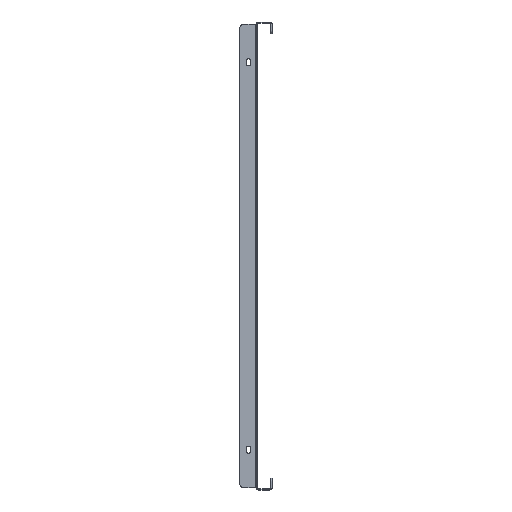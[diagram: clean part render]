
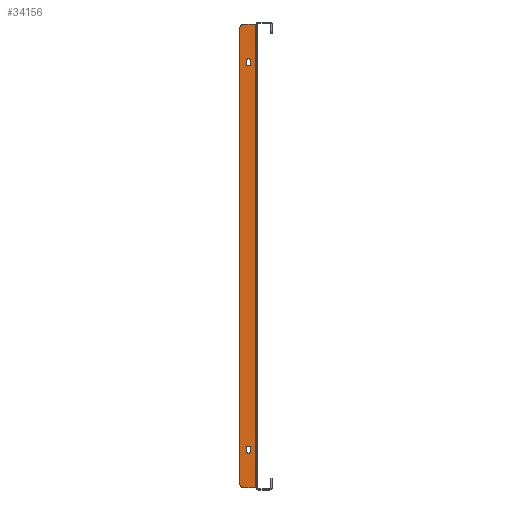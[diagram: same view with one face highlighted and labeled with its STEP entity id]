
A CAD part, left-side view. The second image highlights one B-rep face of the part: STEP entity #34156.
In plain terms, the highlighted planar face has unit normal (-1, 0, 0).
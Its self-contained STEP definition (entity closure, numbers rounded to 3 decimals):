
#92 = ORIENTED_EDGE ( 'NONE', *, *, #27736, .F. ) ;
#221 = CARTESIAN_POINT ( 'NONE',  ( -446., 7.25, -245.25 ) ) ;
#497 = VERTEX_POINT ( 'NONE', #221 ) ;
#714 = VERTEX_POINT ( 'NONE', #17245 ) ;
#800 = FACE_BOUND ( 'NONE', #31201, .T. ) ;
#933 = CARTESIAN_POINT ( 'NONE',  ( -446., 10., 245.25 ) ) ;
#1058 = CIRCLE ( 'NONE', #31360, 2.75 ) ;
#1570 = CIRCLE ( 'NONE', #16153, 2.75 ) ;
#1670 = CARTESIAN_POINT ( 'NONE',  ( -446., 7.25, 245.25 ) ) ;
#1753 = CARTESIAN_POINT ( 'NONE',  ( -446., 12.75, 248.75 ) ) ;
#1867 = LINE ( 'NONE', #4147, #32653 ) ;
#2817 = VECTOR ( 'NONE', #17598, 1000. ) ;
#2892 = EDGE_CURVE ( 'NONE', #6817, #714, #12376, .T. ) ;
#2914 = VERTEX_POINT ( 'NONE', #25041 ) ;
#3602 = VECTOR ( 'NONE', #17863, 1000. ) ;
#3913 = EDGE_CURVE ( 'NONE', #22090, #24554, #6651, .T. ) ;
#4094 = CARTESIAN_POINT ( 'NONE',  ( -446., 21., 290.5 ) ) ;
#4147 = CARTESIAN_POINT ( 'NONE',  ( -446., 0., 295.5 ) ) ;
#4950 = EDGE_LOOP ( 'NONE', ( #20184, #18377, #15413, #31062, #16624, #24900 ) ) ;
#5086 = VERTEX_POINT ( 'NONE', #1670 ) ;
#5090 = DIRECTION ( 'NONE',  ( -1., 0., 0. ) ) ;
#5167 = ORIENTED_EDGE ( 'NONE', *, *, #17149, .F. ) ;
#5415 = EDGE_CURVE ( 'NONE', #23191, #5086, #1058, .T. ) ;
#5692 = CARTESIAN_POINT ( 'NONE',  ( -446., 16., 290.5 ) ) ;
#6171 = AXIS2_PLACEMENT_3D ( 'NONE', #19602, #13800, #16976 ) ;
#6247 = PLANE ( 'NONE',  #6171 ) ;
#6554 = VERTEX_POINT ( 'NONE', #27481 ) ;
#6651 = CIRCLE ( 'NONE', #20700, 5. ) ;
#6817 = VERTEX_POINT ( 'NONE', #23260 ) ;
#7303 = ORIENTED_EDGE ( 'NONE', *, *, #18551, .F. ) ;
#7336 = EDGE_CURVE ( 'NONE', #6554, #33414, #1570, .T. ) ;
#7760 = EDGE_CURVE ( 'NONE', #714, #2914, #9994, .T. ) ;
#7770 = LINE ( 'NONE', #18848, #8634 ) ;
#8000 = DIRECTION ( 'NONE',  ( 0., 0., 1. ) ) ;
#8199 = CARTESIAN_POINT ( 'NONE',  ( -446., 10., -248.75 ) ) ;
#8634 = VECTOR ( 'NONE', #21653, 1000. ) ;
#9110 = EDGE_CURVE ( 'NONE', #15333, #30469, #21360, .T. ) ;
#9464 = CIRCLE ( 'NONE', #24035, 2.75 ) ;
#9994 = CIRCLE ( 'NONE', #29619, 2.75 ) ;
#10617 = DIRECTION ( 'NONE',  ( 0., 1., 0. ) ) ;
#10808 = DIRECTION ( 'NONE',  ( -1., 0., 0. ) ) ;
#11186 = VECTOR ( 'NONE', #14321, 1000. ) ;
#11334 = DIRECTION ( 'NONE',  ( -1., 0., 0. ) ) ;
#11743 = EDGE_LOOP ( 'NONE', ( #23441, #29731, #26625, #5167 ) ) ;
#12188 = CARTESIAN_POINT ( 'NONE',  ( -446., 12.75, -245.25 ) ) ;
#12376 = LINE ( 'NONE', #12188, #11186 ) ;
#13520 = CARTESIAN_POINT ( 'NONE',  ( -446., 10., 248.75 ) ) ;
#13582 = DIRECTION ( 'NONE',  ( 0., 0., 1. ) ) ;
#13800 = DIRECTION ( 'NONE',  ( -1., 0., 0. ) ) ;
#13884 = EDGE_CURVE ( 'NONE', #33414, #23191, #28732, .T. ) ;
#14155 = CARTESIAN_POINT ( 'NONE',  ( -446., 16., -290.5 ) ) ;
#14321 = DIRECTION ( 'NONE',  ( 0., 0., -1. ) ) ;
#14415 = LINE ( 'NONE', #25133, #2817 ) ;
#15035 = DIRECTION ( 'NONE',  ( 0., -1., 0. ) ) ;
#15333 = VERTEX_POINT ( 'NONE', #17721 ) ;
#15399 = CARTESIAN_POINT ( 'NONE',  ( -446., 1.5, 295.5 ) ) ;
#15413 = ORIENTED_EDGE ( 'NONE', *, *, #29983, .F. ) ;
#16153 = AXIS2_PLACEMENT_3D ( 'NONE', #13520, #5090, #18637 ) ;
#16624 = ORIENTED_EDGE ( 'NONE', *, *, #24977, .F. ) ;
#16976 = DIRECTION ( 'NONE',  ( 0., -1., 0. ) ) ;
#17092 = CARTESIAN_POINT ( 'NONE',  ( -446., 21., 295.5 ) ) ;
#17149 = EDGE_CURVE ( 'NONE', #5086, #6554, #33863, .T. ) ;
#17245 = CARTESIAN_POINT ( 'NONE',  ( -446., 12.75, -248.75 ) ) ;
#17275 = DIRECTION ( 'NONE',  ( -1., 0., 0. ) ) ;
#17504 = DIRECTION ( 'NONE',  ( 0., 0., -1. ) ) ;
#17527 = CARTESIAN_POINT ( 'NONE',  ( -446., 7.25, 245.25 ) ) ;
#17598 = DIRECTION ( 'NONE',  ( 0., 1., 0. ) ) ;
#17721 = CARTESIAN_POINT ( 'NONE',  ( -446., 1.5, -295.5 ) ) ;
#17863 = DIRECTION ( 'NONE',  ( 0., 0., 1. ) ) ;
#17940 = CIRCLE ( 'NONE', #31398, 5. ) ;
#18377 = ORIENTED_EDGE ( 'NONE', *, *, #3913, .T. ) ;
#18551 = EDGE_CURVE ( 'NONE', #497, #6817, #9464, .T. ) ;
#18637 = DIRECTION ( 'NONE',  ( 0., -1., 0. ) ) ;
#18848 = CARTESIAN_POINT ( 'NONE',  ( -446., 7.25, -245.25 ) ) ;
#19573 = DIRECTION ( 'NONE',  ( 0., -1., 0. ) ) ;
#19602 = CARTESIAN_POINT ( 'NONE',  ( -446., 0., 0. ) ) ;
#19955 = FACE_BOUND ( 'NONE', #11743, .T. ) ;
#20184 = ORIENTED_EDGE ( 'NONE', *, *, #22420, .F. ) ;
#20700 = AXIS2_PLACEMENT_3D ( 'NONE', #5692, #31855, #32571 ) ;
#21067 = VECTOR ( 'NONE', #13582, 1000. ) ;
#21213 = DIRECTION ( 'NONE',  ( 0., 1., 0. ) ) ;
#21360 = LINE ( 'NONE', #32073, #23086 ) ;
#21653 = DIRECTION ( 'NONE',  ( 0., 0., 1. ) ) ;
#22090 = VERTEX_POINT ( 'NONE', #34414 ) ;
#22420 = EDGE_CURVE ( 'NONE', #22090, #30469, #1867, .T. ) ;
#22870 = VERTEX_POINT ( 'NONE', #34457 ) ;
#23086 = VECTOR ( 'NONE', #8000, 1000. ) ;
#23191 = VERTEX_POINT ( 'NONE', #33540 ) ;
#23260 = CARTESIAN_POINT ( 'NONE',  ( -446., 12.75, -245.25 ) ) ;
#23441 = ORIENTED_EDGE ( 'NONE', *, *, #5415, .F. ) ;
#23884 = EDGE_CURVE ( 'NONE', #30396, #22870, #17940, .T. ) ;
#24035 = AXIS2_PLACEMENT_3D ( 'NONE', #26286, #10808, #10617 ) ;
#24554 = VERTEX_POINT ( 'NONE', #4094 ) ;
#24592 = CARTESIAN_POINT ( 'NONE',  ( -446., 21., -290.5 ) ) ;
#24900 = ORIENTED_EDGE ( 'NONE', *, *, #9110, .T. ) ;
#24977 = EDGE_CURVE ( 'NONE', #15333, #22870, #14415, .T. ) ;
#25041 = CARTESIAN_POINT ( 'NONE',  ( -446., 7.25, -248.75 ) ) ;
#25133 = CARTESIAN_POINT ( 'NONE',  ( -446., 21., -295.5 ) ) ;
#25206 = FACE_OUTER_BOUND ( 'NONE', #4950, .T. ) ;
#25723 = CARTESIAN_POINT ( 'NONE',  ( -446., 12.75, 245.25 ) ) ;
#26286 = CARTESIAN_POINT ( 'NONE',  ( -446., 10., -245.25 ) ) ;
#26625 = ORIENTED_EDGE ( 'NONE', *, *, #7336, .F. ) ;
#27481 = CARTESIAN_POINT ( 'NONE',  ( -446., 7.25, 248.75 ) ) ;
#27736 = EDGE_CURVE ( 'NONE', #2914, #497, #7770, .T. ) ;
#28732 = LINE ( 'NONE', #25723, #30896 ) ;
#29605 = ORIENTED_EDGE ( 'NONE', *, *, #7760, .F. ) ;
#29619 = AXIS2_PLACEMENT_3D ( 'NONE', #8199, #31747, #21213 ) ;
#29731 = ORIENTED_EDGE ( 'NONE', *, *, #13884, .F. ) ;
#29983 = EDGE_CURVE ( 'NONE', #30396, #24554, #30083, .T. ) ;
#30083 = LINE ( 'NONE', #17092, #21067 ) ;
#30396 = VERTEX_POINT ( 'NONE', #24592 ) ;
#30469 = VERTEX_POINT ( 'NONE', #15399 ) ;
#30896 = VECTOR ( 'NONE', #17504, 1000. ) ;
#31062 = ORIENTED_EDGE ( 'NONE', *, *, #23884, .T. ) ;
#31201 = EDGE_LOOP ( 'NONE', ( #7303, #92, #29605, #33645 ) ) ;
#31360 = AXIS2_PLACEMENT_3D ( 'NONE', #933, #17275, #19573 ) ;
#31398 = AXIS2_PLACEMENT_3D ( 'NONE', #14155, #11334, #32937 ) ;
#31747 = DIRECTION ( 'NONE',  ( -1., 0., 0. ) ) ;
#31855 = DIRECTION ( 'NONE',  ( -1., 0., 0. ) ) ;
#32073 = CARTESIAN_POINT ( 'NONE',  ( -446., 1.5, 0. ) ) ;
#32571 = DIRECTION ( 'NONE',  ( 0., -1., 0. ) ) ;
#32653 = VECTOR ( 'NONE', #15035, 1000. ) ;
#32937 = DIRECTION ( 'NONE',  ( 0., -1., 0. ) ) ;
#33414 = VERTEX_POINT ( 'NONE', #1753 ) ;
#33540 = CARTESIAN_POINT ( 'NONE',  ( -446., 12.75, 245.25 ) ) ;
#33645 = ORIENTED_EDGE ( 'NONE', *, *, #2892, .F. ) ;
#33863 = LINE ( 'NONE', #17527, #3602 ) ;
#34156 = ADVANCED_FACE ( 'NONE', ( #19955, #800, #25206 ), #6247, .T. ) ;
#34414 = CARTESIAN_POINT ( 'NONE',  ( -446., 16., 295.5 ) ) ;
#34457 = CARTESIAN_POINT ( 'NONE',  ( -446., 16., -295.5 ) ) ;
